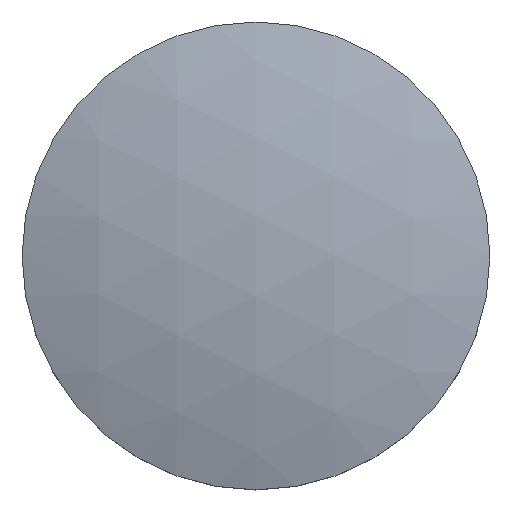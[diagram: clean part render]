
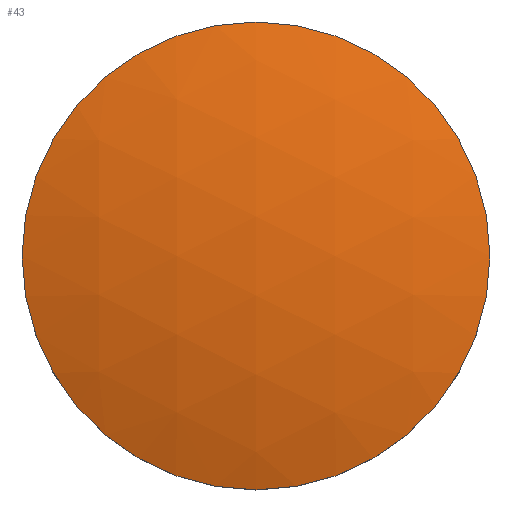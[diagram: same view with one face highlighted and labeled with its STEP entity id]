
A CAD part, top view. The second image highlights one B-rep face of the part: STEP entity #43.
In plain terms, the highlighted spherical face has radius 20.6 mm.
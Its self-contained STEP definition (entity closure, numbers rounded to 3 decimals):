
#15=SPHERICAL_SURFACE('',#68,20.6);
#17=FACE_OUTER_BOUND('',#20,.T.);
#20=EDGE_LOOP('',(#35));
#24=CIRCLE('',#66,6.35);
#26=VERTEX_POINT('',#85);
#28=EDGE_CURVE('',#26,#26,#24,.T.);
#35=ORIENTED_EDGE('',*,*,#28,.T.);
#43=ADVANCED_FACE('',(#17),#15,.T.);
#66=AXIS2_PLACEMENT_3D('',#86,#74,#75);
#68=AXIS2_PLACEMENT_3D('',#90,#79,#80);
#74=DIRECTION('center_axis',(0.,0.,1.));
#75=DIRECTION('ref_axis',(1.,0.,0.));
#79=DIRECTION('center_axis',(-1.,0.,0.));
#80=DIRECTION('ref_axis',(0.,1.,0.));
#85=CARTESIAN_POINT('',(-6.35,0.,0.397));
#86=CARTESIAN_POINT('Origin',(0.,0.,0.397));
#90=CARTESIAN_POINT('Origin',(0.,0.,-19.2));
